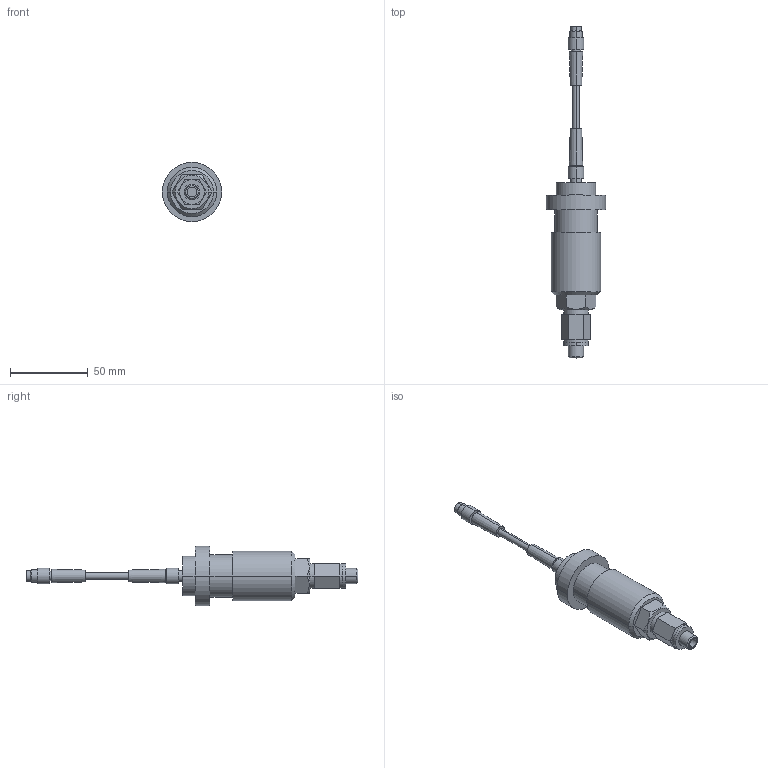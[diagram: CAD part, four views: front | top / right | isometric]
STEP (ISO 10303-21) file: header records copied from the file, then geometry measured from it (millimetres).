
FILE_DESCRIPTION((''),'2;1');
FILE_NAME('ILCMV47070076','2011-09-15T',('dc'),(''),'PRO/ENGINEER BY PARAMETRIC TECHNOLOGY CORPORATION, 2007460','PRO/ENGINEER BY PARAMETRIC TECHNOLOGY CORPORATION, 2007460','');
FILE_SCHEMA(('AUTOMOTIVE_DESIGN_CC2 { 1 2 10303 214 -1 1 5 2 }'));
Length unit declared in the file: millimetre
Products named in the file (1): ILCMV47070076
Bounding box: 38.1 x 213.6 x 38.1 mm (x, y, z)
Volume: 68111.2 mm3; surface area: 15297.4 mm2
Topology: 1 solids, 1 shells, 103 faces, 216 edges, 142 vertices
Faces by surface type: cylinder 50, plane 41, cone 12
Entity records: 3087 total; most frequent: DIRECTION 532, CARTESIAN_POINT 521, ORIENTED_EDGE 432, AXIS2_PLACEMENT_3D 219, EDGE_CURVE 216, VERTEX_POINT 142, EDGE_LOOP 130, CIRCLE 116
